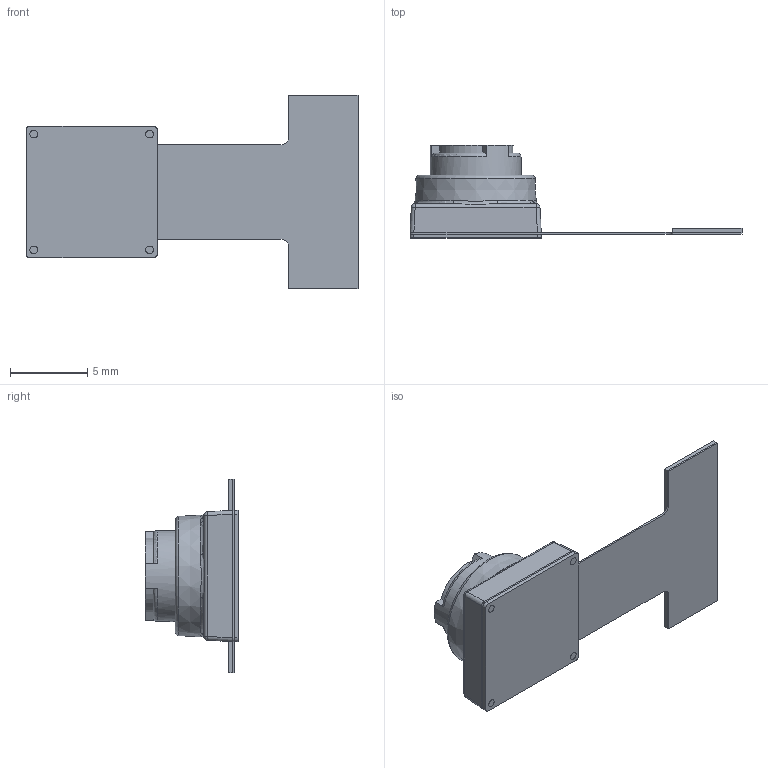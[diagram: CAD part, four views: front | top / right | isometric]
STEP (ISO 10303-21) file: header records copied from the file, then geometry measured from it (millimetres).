
FILE_DESCRIPTION(('FreeCAD Model'),'2;1');
FILE_NAME('Open CASCADE Shape Model','2021-06-05T19:11:52',(''),(''), 'Open CASCADE STEP processor 7.5','FreeCAD','Unknown');
FILE_SCHEMA(('AUTOMOTIVE_DESIGN { 1 0 10303 214 1 1 1 1 }'));
Length unit declared in the file: millimetre
Products named in the file (7): OV7670; camera for ESP32 v1; User Library-ov9655_ov9655_flex_pcb; User Library-ov9655_ov9655_flex_reinf; User Library-ov9655_ov9655_back_panel; User Library-ov9655_ov9655_body; User Library-ov9655_ov9655_lens
Assembly tree (6 placements, depth 3):
  OV7670
    camera for ESP32 v1
      User Library-ov9655_ov9655_flex_pcb
      User Library-ov9655_ov9655_flex_reinf
      User Library-ov9655_ov9655_back_panel
      User Library-ov9655_ov9655_body
      User Library-ov9655_ov9655_lens
Bounding box: 21.5 x 6.03 x 12.5 mm (x, y, z)
Volume: 323.9 mm3; surface area: 933.5 mm2
Topology: 5 solids, 5 shells, 98 faces, 242 edges, 159 vertices
Faces by surface type: plane 52, cylinder 27, torus 8, sphere 5, bspline 4, cone 2
Full cylindrical faces by diameter (mm): 0.5 x4, 2 x1, 5.9 x1
Entity records: 8337 total; most frequent: CARTESIAN_POINT 3387, DIRECTION 904, LINE 488, VECTOR 488, ORIENTED_EDGE 482, PCURVE 482, DEFINITIONAL_REPRESENTATION 482, EDGE_CURVE 241
